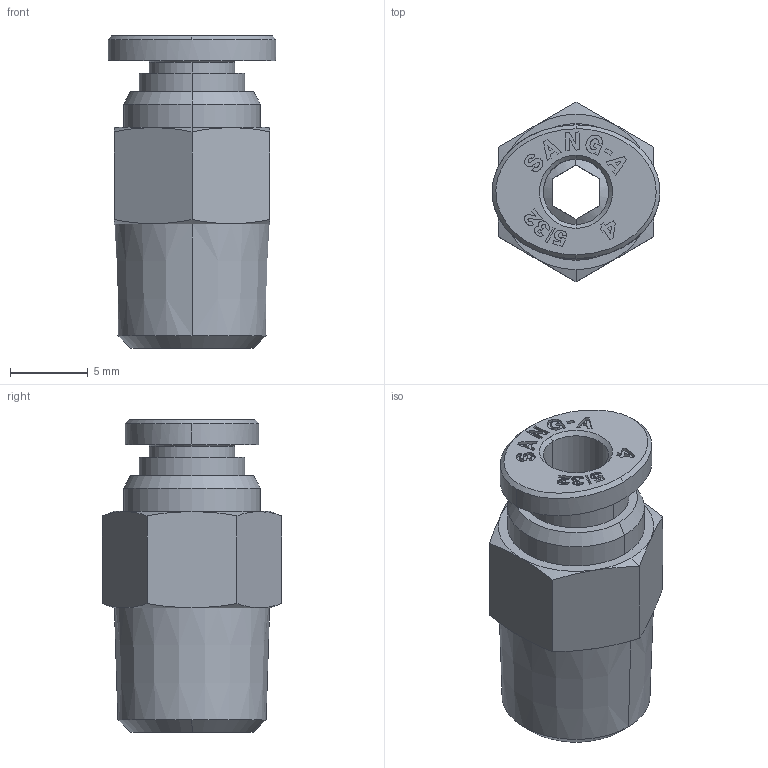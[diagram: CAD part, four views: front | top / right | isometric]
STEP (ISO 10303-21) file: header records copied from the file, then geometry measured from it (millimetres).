
FILE_DESCRIPTION (( 'STEP AP214' ), '1' );
FILE_NAME ('PC04-01.STEP', '2017-01-23T09:47:18', ( '' ), ( '' ), 'SwSTEP 2.0', 'SolidWorks 2016', '' );
FILE_SCHEMA (( 'AUTOMOTIVE_DESIGN' ));
Length unit declared in the file: millimetre
Products named in the file (1): PC04-01
Bounding box: 10.8 x 11.55 x 20.1 mm (x, y, z)
Surface area: 1070.3 mm2 (no closed solid volume)
Topology: 0 solids, 2 shells, 391 faces, 1173 edges, 774 vertices
Faces by surface type: plane 317, bspline 29, cone 28, cylinder 17
Entity records: 18002 total; most frequent: CARTESIAN_POINT 3513, ORIENTED_EDGE 2222, DIRECTION 1861, EDGE_CURVE 1173, VECTOR 1003, LINE 1003, VERTEX_POINT 774, AXIS2_PLACEMENT_3D 429
